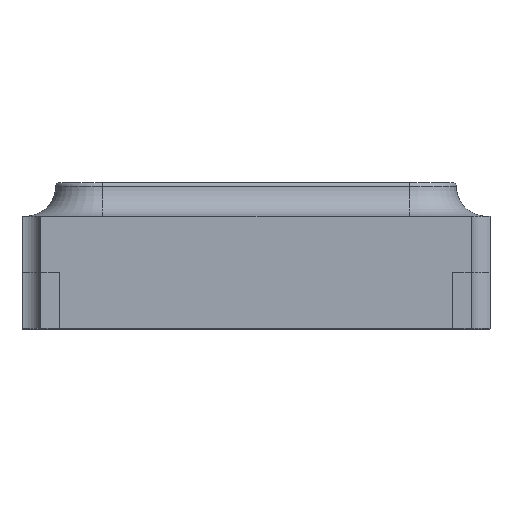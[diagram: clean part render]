
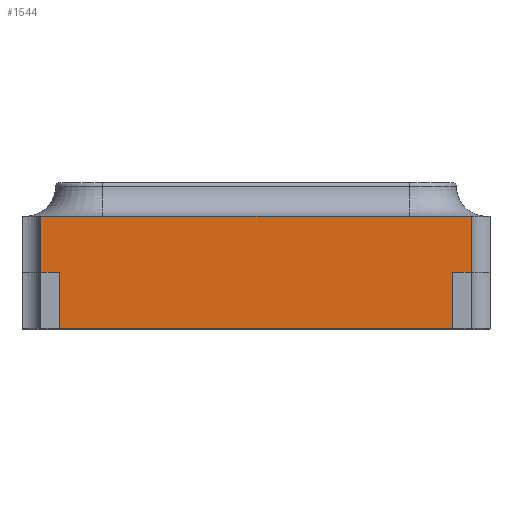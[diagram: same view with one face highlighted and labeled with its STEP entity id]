
A CAD part, top view. The second image highlights one B-rep face of the part: STEP entity #1544.
In plain terms, the highlighted planar face has unit normal (0, 0, 1).
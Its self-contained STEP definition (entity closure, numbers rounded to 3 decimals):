
#189 = VECTOR ( 'NONE', #2782, 1000. ) ;
#191 = LINE ( 'NONE', #307, #1530 ) ;
#232 = CARTESIAN_POINT ( 'NONE',  ( 1.05, 0.3, 1.6 ) ) ;
#254 = ORIENTED_EDGE ( 'NONE', *, *, #910, .F. ) ;
#307 = CARTESIAN_POINT ( 'NONE',  ( 0., 0.3, 1.6 ) ) ;
#435 = CARTESIAN_POINT ( 'NONE',  ( 1.15, 0.3, 1.6 ) ) ;
#490 = VERTEX_POINT ( 'NONE', #1931 ) ;
#530 = ORIENTED_EDGE ( 'NONE', *, *, #3036, .F. ) ;
#549 = EDGE_CURVE ( 'NONE', #490, #2756, #1702, .T. ) ;
#592 = DIRECTION ( 'NONE',  ( -1., 0., 0. ) ) ;
#691 = CARTESIAN_POINT ( 'NONE',  ( -1.25, 0.78, 1.6 ) ) ;
#776 = ORIENTED_EDGE ( 'NONE', *, *, #3191, .T. ) ;
#793 = CARTESIAN_POINT ( 'NONE',  ( 0., 0.3, 1.6 ) ) ;
#861 = ORIENTED_EDGE ( 'NONE', *, *, #549, .F. ) ;
#910 = EDGE_CURVE ( 'NONE', #3086, #3632, #3388, .T. ) ;
#970 = FACE_OUTER_BOUND ( 'NONE', #1695, .T. ) ;
#1007 = DIRECTION ( 'NONE',  ( 1., 0., 0. ) ) ;
#1057 = EDGE_CURVE ( 'NONE', #3725, #3632, #3605, .T. ) ;
#1084 = DIRECTION ( 'NONE',  ( 0., -1., 0. ) ) ;
#1330 = DIRECTION ( 'NONE',  ( 1., 0., 0. ) ) ;
#1496 = LINE ( 'NONE', #3515, #2279 ) ;
#1513 = VERTEX_POINT ( 'NONE', #2702 ) ;
#1519 = VERTEX_POINT ( 'NONE', #2719 ) ;
#1530 = VECTOR ( 'NONE', #3084, 1000. ) ;
#1544 = ADVANCED_FACE ( 'NONE', ( #970 ), #2135, .F. ) ;
#1566 = ORIENTED_EDGE ( 'NONE', *, *, #1057, .T. ) ;
#1581 = CARTESIAN_POINT ( 'NONE',  ( 1.15, 0., 1.6 ) ) ;
#1695 = EDGE_LOOP ( 'NONE', ( #1566, #254, #530, #2010, #3201, #3182, #861, #776 ) ) ;
#1702 = LINE ( 'NONE', #793, #2023 ) ;
#1819 = CARTESIAN_POINT ( 'NONE',  ( -1.15, 0., 1.6 ) ) ;
#1905 = EDGE_CURVE ( 'NONE', #1519, #2756, #2100, .T. ) ;
#1911 = LINE ( 'NONE', #1581, #189 ) ;
#1919 = CARTESIAN_POINT ( 'NONE',  ( 1.05, 0., 1.6 ) ) ;
#1931 = CARTESIAN_POINT ( 'NONE',  ( -1.05, 0.3, 1.6 ) ) ;
#2010 = ORIENTED_EDGE ( 'NONE', *, *, #2905, .T. ) ;
#2023 = VECTOR ( 'NONE', #592, 1000. ) ;
#2073 = VECTOR ( 'NONE', #1007, 1000. ) ;
#2094 = CARTESIAN_POINT ( 'NONE',  ( -1.15, 0.3, 1.6 ) ) ;
#2100 = LINE ( 'NONE', #1819, #2379 ) ;
#2117 = EDGE_CURVE ( 'NONE', #1519, #1513, #1496, .T. ) ;
#2127 = VERTEX_POINT ( 'NONE', #435 ) ;
#2135 = PLANE ( 'NONE',  #3586 ) ;
#2279 = VECTOR ( 'NONE', #1330, 1000. ) ;
#2290 = DIRECTION ( 'NONE',  ( 0., -1., 0. ) ) ;
#2318 = VECTOR ( 'NONE', #1084, 1000. ) ;
#2327 = LINE ( 'NONE', #3421, #3155 ) ;
#2379 = VECTOR ( 'NONE', #3567, 1000. ) ;
#2498 = CARTESIAN_POINT ( 'NONE',  ( -1.05, 0., 1.6 ) ) ;
#2583 = CARTESIAN_POINT ( 'NONE',  ( 1.05, 0.3, 1.6 ) ) ;
#2661 = DIRECTION ( 'NONE',  ( -1., 0., 0. ) ) ;
#2702 = CARTESIAN_POINT ( 'NONE',  ( 1.15, 0.6, 1.6 ) ) ;
#2709 = CARTESIAN_POINT ( 'NONE',  ( -1.25, 0., 1.6 ) ) ;
#2719 = CARTESIAN_POINT ( 'NONE',  ( -1.15, 0.6, 1.6 ) ) ;
#2756 = VERTEX_POINT ( 'NONE', #2094 ) ;
#2782 = DIRECTION ( 'NONE',  ( 0., 1., 0. ) ) ;
#2905 = EDGE_CURVE ( 'NONE', #2127, #1513, #1911, .T. ) ;
#2997 = DIRECTION ( 'NONE',  ( 0., 0., -1. ) ) ;
#3036 = EDGE_CURVE ( 'NONE', #2127, #3086, #191, .T. ) ;
#3084 = DIRECTION ( 'NONE',  ( -1., 0., 0. ) ) ;
#3086 = VERTEX_POINT ( 'NONE', #2583 ) ;
#3155 = VECTOR ( 'NONE', #2290, 1000. ) ;
#3182 = ORIENTED_EDGE ( 'NONE', *, *, #1905, .T. ) ;
#3191 = EDGE_CURVE ( 'NONE', #490, #3725, #2327, .T. ) ;
#3201 = ORIENTED_EDGE ( 'NONE', *, *, #2117, .F. ) ;
#3388 = LINE ( 'NONE', #232, #2318 ) ;
#3421 = CARTESIAN_POINT ( 'NONE',  ( -1.05, 0.3, 1.6 ) ) ;
#3515 = CARTESIAN_POINT ( 'NONE',  ( -1.25, 0.6, 1.6 ) ) ;
#3567 = DIRECTION ( 'NONE',  ( 0., -1., 0. ) ) ;
#3586 = AXIS2_PLACEMENT_3D ( 'NONE', #691, #2997, #2661 ) ;
#3605 = LINE ( 'NONE', #2709, #2073 ) ;
#3632 = VERTEX_POINT ( 'NONE', #1919 ) ;
#3725 = VERTEX_POINT ( 'NONE', #2498 ) ;
